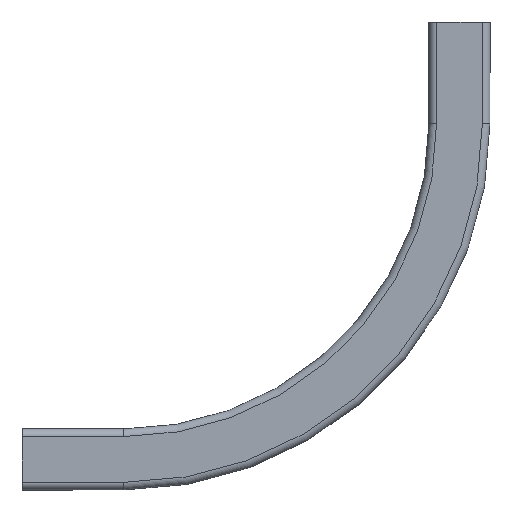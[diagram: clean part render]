
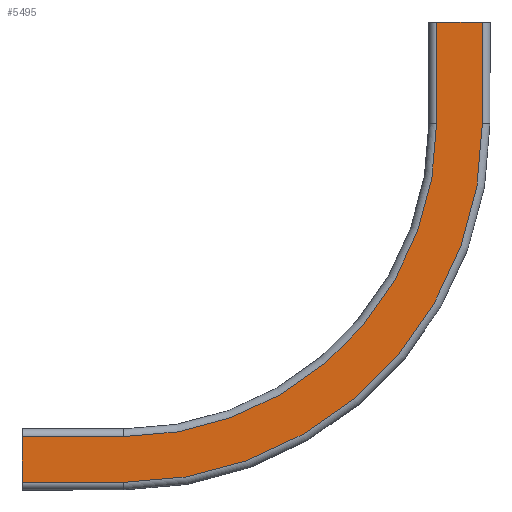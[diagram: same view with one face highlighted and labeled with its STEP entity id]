
A CAD part, left-side view. The second image highlights one B-rep face of the part: STEP entity #5495.
In plain terms, the highlighted planar face has unit normal (-1, 0, 0).
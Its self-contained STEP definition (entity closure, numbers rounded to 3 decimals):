
#152 = EDGE_CURVE ( 'NONE', #13514, #13384, #8259, .T. ) ;
#614 = EDGE_LOOP ( 'NONE', ( #5500, #1060, #4797, #2735, #10684, #5859, #12482, #7055 ) ) ;
#748 = EDGE_CURVE ( 'NONE', #10930, #5143, #1282, .T. ) ;
#1051 = CARTESIAN_POINT ( 'NONE',  ( -250., -100., 330. ) ) ;
#1054 = CARTESIAN_POINT ( 'NONE',  ( -250., 0., 22.5 ) ) ;
#1060 = ORIENTED_EDGE ( 'NONE', *, *, #1083, .T. ) ;
#1083 = EDGE_CURVE ( 'NONE', #10930, #13514, #4431, .T. ) ;
#1168 = CARTESIAN_POINT ( 'NONE',  ( -250., -452.5, 330. ) ) ;
#1194 = DIRECTION ( 'NONE',  ( -1., 0., 0. ) ) ;
#1282 = LINE ( 'NONE', #11956, #9389 ) ;
#1425 = VERTEX_POINT ( 'NONE', #9323 ) ;
#1556 = FACE_OUTER_BOUND ( 'NONE', #614, .T. ) ;
#1663 = VERTEX_POINT ( 'NONE', #1054 ) ;
#1698 = VECTOR ( 'NONE', #12499, 1000. ) ;
#2031 = DIRECTION ( 'NONE',  ( 0., 1., 0. ) ) ;
#2566 = CARTESIAN_POINT ( 'NONE',  ( -250., -100., 330. ) ) ;
#2623 = DIRECTION ( 'NONE',  ( 0., 0., 1. ) ) ;
#2715 = EDGE_CURVE ( 'NONE', #8877, #1663, #2978, .T. ) ;
#2735 = ORIENTED_EDGE ( 'NONE', *, *, #12906, .F. ) ;
#2927 = DIRECTION ( 'NONE',  ( 0., 0., -1. ) ) ;
#2977 = CARTESIAN_POINT ( 'NONE',  ( -250., -436.791, 430. ) ) ;
#2978 = LINE ( 'NONE', #6406, #11421 ) ;
#3211 = DIRECTION ( 'NONE',  ( 0., 1., 0. ) ) ;
#3500 = VERTEX_POINT ( 'NONE', #7664 ) ;
#3649 = DIRECTION ( 'NONE',  ( 0., 1., 0. ) ) ;
#3672 = DIRECTION ( 'NONE',  ( 0., 1., 0. ) ) ;
#4431 = CIRCLE ( 'NONE', #9373, 352.5 ) ;
#4515 = LINE ( 'NONE', #2977, #1698 ) ;
#4797 = ORIENTED_EDGE ( 'NONE', *, *, #152, .T. ) ;
#5143 = VERTEX_POINT ( 'NONE', #9445 ) ;
#5454 = DIRECTION ( 'NONE',  ( 0., -1., 0. ) ) ;
#5462 = VECTOR ( 'NONE', #8258, 1000. ) ;
#5495 = ADVANCED_FACE ( 'NONE', ( #1556 ), #10699, .F. ) ;
#5500 = ORIENTED_EDGE ( 'NONE', *, *, #748, .F. ) ;
#5553 = CARTESIAN_POINT ( 'NONE',  ( -250., -100., -22.5 ) ) ;
#5847 = EDGE_CURVE ( 'NONE', #1663, #5143, #10637, .T. ) ;
#5859 = ORIENTED_EDGE ( 'NONE', *, *, #7050, .F. ) ;
#6406 = CARTESIAN_POINT ( 'NONE',  ( -250., -100., 22.5 ) ) ;
#6641 = CIRCLE ( 'NONE', #8758, 307.5 ) ;
#7050 = EDGE_CURVE ( 'NONE', #8877, #3500, #6641, .T. ) ;
#7055 = ORIENTED_EDGE ( 'NONE', *, *, #5847, .T. ) ;
#7153 = VECTOR ( 'NONE', #2623, 1000. ) ;
#7520 = CARTESIAN_POINT ( 'NONE',  ( -250., -100., -6.791 ) ) ;
#7664 = CARTESIAN_POINT ( 'NONE',  ( -250., -407.5, 330. ) ) ;
#8257 = AXIS2_PLACEMENT_3D ( 'NONE', #7520, #11793, #5454 ) ;
#8259 = LINE ( 'NONE', #1168, #5462 ) ;
#8258 = DIRECTION ( 'NONE',  ( 0., 0., 1. ) ) ;
#8758 = AXIS2_PLACEMENT_3D ( 'NONE', #2566, #9964, #3649 ) ;
#8877 = VERTEX_POINT ( 'NONE', #9073 ) ;
#9073 = CARTESIAN_POINT ( 'NONE',  ( -250., -100., 22.5 ) ) ;
#9260 = CARTESIAN_POINT ( 'NONE',  ( -250., 0., -6.791 ) ) ;
#9323 = CARTESIAN_POINT ( 'NONE',  ( -250., -407.5, 430. ) ) ;
#9373 = AXIS2_PLACEMENT_3D ( 'NONE', #1051, #1194, #2031 ) ;
#9375 = CARTESIAN_POINT ( 'NONE',  ( -250., -452.5, 330. ) ) ;
#9389 = VECTOR ( 'NONE', #3672, 1000. ) ;
#9445 = CARTESIAN_POINT ( 'NONE',  ( -250., 0., -22.5 ) ) ;
#9964 = DIRECTION ( 'NONE',  ( -1., 0., 0. ) ) ;
#10063 = CARTESIAN_POINT ( 'NONE',  ( -250., -407.5, 330. ) ) ;
#10214 = CARTESIAN_POINT ( 'NONE',  ( -250., -452.5, 430. ) ) ;
#10296 = LINE ( 'NONE', #10063, #7153 ) ;
#10637 = LINE ( 'NONE', #9260, #13476 ) ;
#10684 = ORIENTED_EDGE ( 'NONE', *, *, #12678, .F. ) ;
#10699 = PLANE ( 'NONE',  #8257 ) ;
#10930 = VERTEX_POINT ( 'NONE', #5553 ) ;
#11421 = VECTOR ( 'NONE', #3211, 1000. ) ;
#11793 = DIRECTION ( 'NONE',  ( 1., 0., 0. ) ) ;
#11956 = CARTESIAN_POINT ( 'NONE',  ( -250., -100., -22.5 ) ) ;
#12482 = ORIENTED_EDGE ( 'NONE', *, *, #2715, .T. ) ;
#12499 = DIRECTION ( 'NONE',  ( 0., -1., 0. ) ) ;
#12678 = EDGE_CURVE ( 'NONE', #3500, #1425, #10296, .T. ) ;
#12906 = EDGE_CURVE ( 'NONE', #1425, #13384, #4515, .T. ) ;
#13384 = VERTEX_POINT ( 'NONE', #10214 ) ;
#13476 = VECTOR ( 'NONE', #2927, 1000. ) ;
#13514 = VERTEX_POINT ( 'NONE', #9375 ) ;
